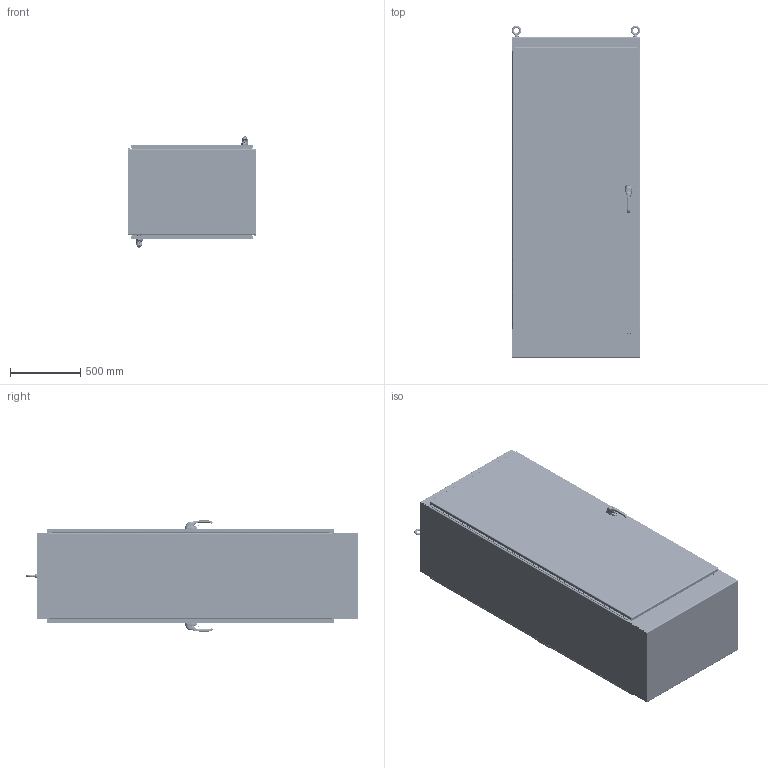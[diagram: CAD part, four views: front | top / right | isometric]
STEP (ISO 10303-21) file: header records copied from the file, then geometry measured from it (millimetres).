
FILE_DESCRIPTION(/* description */ ('ENCL,NEMA12,FS,DA,90X36X24'),/* implementation_level */ '2;1');
FILE_NAME(/* name */ 'WA903624FSDA.stp',/* time_stamp */ '2020-11-19T16:01:23-06:00',/* author */ ('KA'),/* organization */ (''),/* preprocessor_version */ 'ST-DEVELOPER v18.1',/* originating_system */ 'Autodesk Inventor 2020',/* authorisation */ '');
FILE_SCHEMA (('AUTOMOTIVE_DESIGN { 1 0 10303 214 3 1 1 }'));
Products named in the file (43): WA903624FSDA; WA9024FSDALRS; WA3624FSDABTM; WA3624FSDATOP; 3063; 316298; HFW3025; 349132; FUN00103; HFW328186; HFW328186_1; HFW328186T; HFW328186L; HFW328186P; WA9036FSDADR; 32450; LARGE_DOOR_ROD_ASSM-37031; HFW31712; 1091-903_AF0; 1091-903_AF0_1; 1091-903_AF0_2; PLASTIC-ROLLER-CAM_AF0_ASM; PLASTIC-ROLLER-CAM_AF1; 7379-M6-8X25_AF0; LOCK-NUT_AF0; SUPPORT-ROLL_AF0; 1091-BR11_AF0; 37031; ANSI B18.6.3 - 3/8-16 UNC - 1.75; HFW3762; 31215; 3862; FUN00103_1; WA9036FSDAFIP; 38846; HFW312002; CP10184202R01_Standard; CP10184202R01_Deep Recess; CP10184202R03 MODIFY; CP10184202R02 ...
Assembly tree (75 placements, depth 5):
  WA903624FSDA
    WA9024FSDALRS  x2
    WA3624FSDABTM
    WA3624FSDATOP
    WA9036FSDADR  x2
    38846  x8
    3063  x2
    316298  x2
    HFW3025  x2
    349132  x2
    FUN00103_1  x2
    FUN00103  x4
    HFW328186
      HFW328186T
      HFW328186L
      HFW328186P
    32450  x2
    LARGE_DOOR_ROD_ASSM-37031  x2
      HFW31712
        1091-903_AF0
          1091-903_AF0_1
          1091-903_AF0_2
        PLASTIC-ROLLER-CAM_AF0_ASM
          PLASTIC-ROLLER-CAM_AF1
          7379-M6-8X25_AF0
          LOCK-NUT_AF0
        SUPPORT-ROLL_AF0
        1091-BR11_AF0
      37031
      ANSI B18.6.3 - 3/8-16 UNC - 1.75
      HFW3762
      31215
      3862
    HFW328186_1
      HFW328186T
      HFW328186L
      HFW328186P
    WA9036FSDAFIP  x2
    HFW312002  x4
      CP10184202R01_Standard
        CP10184202R01_Deep Recess
        CP10184202R03 MODIFY
      CP10184202R02
      CP10184202R04
        _22030_0932_Spring_Plunger__1_b_2
        _22030_0932_Spring_Plunger__1_a_4
Bounding box: 917.58 x 2368.47 x 792.05 mm (x, y, z)
Volume: 30570757 mm3; surface area: 20339666 mm2
Topology: 94 solids, 3056 shells, 6932 faces, 24110 edges, 20144 vertices
Faces by surface type: plane 2680, cylinder 2246, bspline 916, torus 594, sphere 256, cone 240
Full cylindrical faces by diameter (mm): 1.5 x4, 3.048 x2, 3.5 x4, 3.607 x2, 3.9 x2, 4.2 x4, 4.5 x4, 4.773 x4, 5 x10, 5.16 x40, 6 x6, 6.128 x4, 6.172 x4, 6.35 x24, 6.41 x4, 6.535 x32, 7.112 x6, 7.144 x4, 7.938 x4, 8 x2, 8.153 x4, 8.2 x2, 8.56 x8, 8.7 x4, 9.525 x20, 10 x4, 10.16 x8, 12 x8, 12.7 x4, 13 x2
Entity records: 198793 total; most frequent: CARTESIAN_POINT 101816, DIRECTION 18185, ORIENTED_EDGE 14784, EDGE_CURVE 10764, VERTEX_POINT 9273, AXIS2_PLACEMENT_3D 6445, LINE 5295, VECTOR 5295
